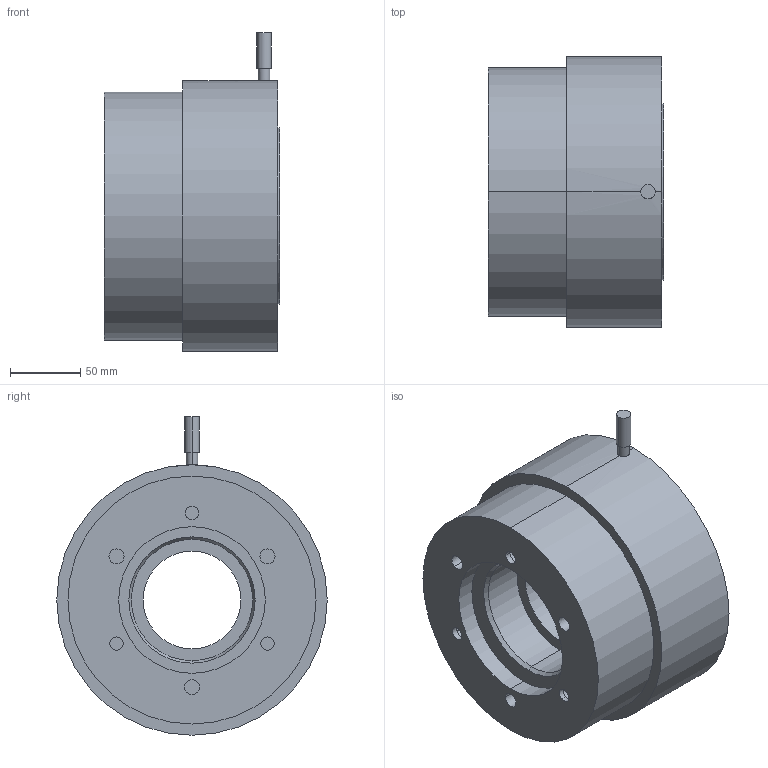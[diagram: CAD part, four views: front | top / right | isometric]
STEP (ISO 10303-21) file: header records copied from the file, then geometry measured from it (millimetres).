
FILE_DESCRIPTION(('starvars output'),'2;1');
FILE_NAME('cv20170217080148000030243.stp','08:01:48 2017/02/17',( 'Thomas Industrial Network Germany GmbH'),( 'Thomas Industrial Network Germany GmbH'),'unknown preprocess','ACIS' ,'unknown authorization');
FILE_SCHEMA(('CONFIG_CONTROL_DESIGN {UNKNOWN IMPLEMENTATION LEVEL}'));
Length unit declared in the file: millimetre
Products named in the file (1): PRODUCT_ID_1
Bounding box: 125.22 x 193.04 x 227.33 mm (x, y, z)
Volume: 2692631.1 mm3; surface area: 181041.3 mm2
Topology: 1 solids, 1 shells, 50 faces, 114 edges, 75 vertices
Faces by surface type: cylinder 36, plane 12, cone 2
Entity records: 1313 total; most frequent: ORIENTED_EDGE 228, CARTESIAN_POINT 219, DIRECTION 173, EDGE_CURVE 114, VERTEX_POINT 75, EDGE_LOOP 73, FACE_BOUND 73, AXIS2_PLACEMENT_3D 67
